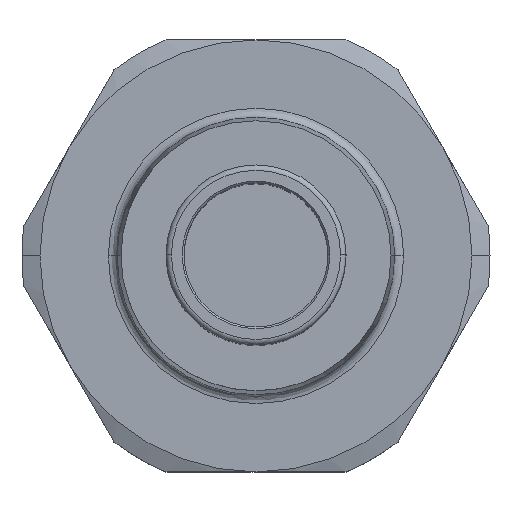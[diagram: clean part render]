
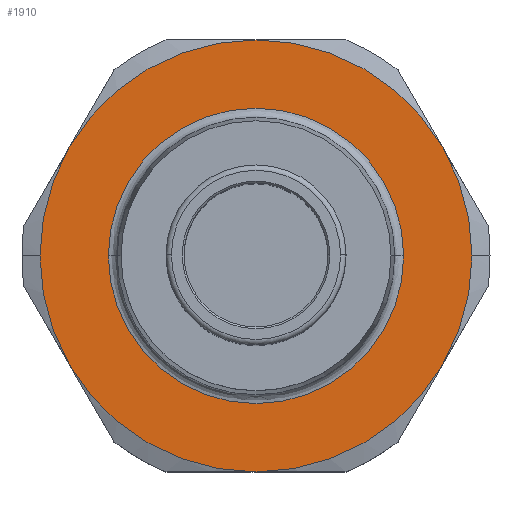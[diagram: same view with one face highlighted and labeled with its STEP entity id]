
A CAD part, top view. The second image highlights one B-rep face of the part: STEP entity #1910.
In plain terms, the highlighted planar face has unit normal (0, 0, 1).
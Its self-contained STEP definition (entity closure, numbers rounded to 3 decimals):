
#347=CARTESIAN_POINT('',(-12.,0.,-13.9));
#348=VERTEX_POINT('',#347);
#364=CARTESIAN_POINT('',(-10.392,-6.,-13.9));
#365=VERTEX_POINT('',#364);
#379=CARTESIAN_POINT('',(0.,0.,-13.9));
#380=DIRECTION('',(0.0,0.0,1.0));
#381=DIRECTION('',(1.0,0.0,0.0));
#382=AXIS2_PLACEMENT_3D('',#379,#380,#381);
#383=CIRCLE('',#382,12.);
#384=EDGE_CURVE('',#348,#365,#383,.T.);
#774=CARTESIAN_POINT('',(8.204,0.,-13.9));
#775=VERTEX_POINT('',#774);
#784=CARTESIAN_POINT('',(-8.204,0.,-13.9));
#785=VERTEX_POINT('',#784);
#793=CARTESIAN_POINT('',(0.,0.,-13.9));
#794=DIRECTION('',(0.0,0.0,1.0));
#795=DIRECTION('',(-1.0,0.0,0.0));
#796=AXIS2_PLACEMENT_3D('',#793,#794,#795);
#797=CIRCLE('',#796,8.204);
#798=EDGE_CURVE('',#785,#775,#797,.T.);
#857=CARTESIAN_POINT('',(12.,0.,-13.9));
#858=VERTEX_POINT('',#857);
#867=CARTESIAN_POINT('',(10.392,-6.,-13.9));
#868=VERTEX_POINT('',#867);
#869=CARTESIAN_POINT('',(0.,0.,-13.9));
#870=DIRECTION('',(0.0,0.0,1.0));
#871=DIRECTION('',(1.0,0.0,0.0));
#872=AXIS2_PLACEMENT_3D('',#869,#870,#871);
#873=CIRCLE('',#872,12.);
#874=EDGE_CURVE('',#868,#858,#873,.T.);
#1327=CARTESIAN_POINT('',(0.,-12.,-13.9));
#1328=VERTEX_POINT('',#1327);
#1342=CARTESIAN_POINT('',(0.,0.,-13.9));
#1343=DIRECTION('',(0.0,0.0,1.0));
#1344=DIRECTION('',(1.0,0.0,0.0));
#1345=AXIS2_PLACEMENT_3D('',#1342,#1343,#1344);
#1346=CIRCLE('',#1345,12.);
#1347=EDGE_CURVE('',#365,#1328,#1346,.T.);
#1384=CARTESIAN_POINT('',(0.,0.,-13.9));
#1385=DIRECTION('',(0.0,0.0,1.0));
#1386=DIRECTION('',(1.0,0.0,0.0));
#1387=AXIS2_PLACEMENT_3D('',#1384,#1385,#1386);
#1388=CIRCLE('',#1387,12.);
#1389=EDGE_CURVE('',#1328,#868,#1388,.T.);
#1462=CARTESIAN_POINT('',(10.392,6.,-13.9));
#1463=VERTEX_POINT('',#1462);
#1477=CARTESIAN_POINT('',(0.,0.,-13.9));
#1478=DIRECTION('',(0.0,0.0,1.0));
#1479=DIRECTION('',(1.0,0.0,0.0));
#1480=AXIS2_PLACEMENT_3D('',#1477,#1478,#1479);
#1481=CIRCLE('',#1480,12.);
#1482=EDGE_CURVE('',#858,#1463,#1481,.T.);
#1559=CARTESIAN_POINT('',(-10.392,6.,-13.9));
#1560=VERTEX_POINT('',#1559);
#1651=CARTESIAN_POINT('',(0.,12.,-13.9));
#1652=VERTEX_POINT('',#1651);
#1837=CARTESIAN_POINT('',(0.,0.,-13.9));
#1838=DIRECTION('',(0.0,0.0,1.0));
#1839=DIRECTION('',(-1.0,0.0,0.0));
#1840=AXIS2_PLACEMENT_3D('',#1837,#1838,#1839);
#1841=CIRCLE('',#1840,8.204);
#1842=EDGE_CURVE('',#775,#785,#1841,.T.);
#1873=CARTESIAN_POINT('',(0.,0.,-13.9));
#1874=DIRECTION('',(0.0,0.0,-1.0));
#1875=DIRECTION('',(-1.0,0.0,0.0));
#1876=AXIS2_PLACEMENT_3D('',#1873,#1874,#1875);
#1877=PLANE('',#1876);
#1878=ORIENTED_EDGE('',*,*,#1389,.T.);
#1879=ORIENTED_EDGE('',*,*,#874,.T.);
#1880=ORIENTED_EDGE('',*,*,#1482,.T.);
#1881=CARTESIAN_POINT('',(0.,0.,-13.9));
#1882=DIRECTION('',(0.0,0.0,1.0));
#1883=DIRECTION('',(1.0,0.0,0.0));
#1884=AXIS2_PLACEMENT_3D('',#1881,#1882,#1883);
#1885=CIRCLE('',#1884,12.);
#1886=EDGE_CURVE('',#1463,#1652,#1885,.T.);
#1887=ORIENTED_EDGE('',*,*,#1886,.T.);
#1888=CARTESIAN_POINT('',(0.,0.,-13.9));
#1889=DIRECTION('',(0.0,0.0,1.0));
#1890=DIRECTION('',(1.0,0.0,0.0));
#1891=AXIS2_PLACEMENT_3D('',#1888,#1889,#1890);
#1892=CIRCLE('',#1891,12.);
#1893=EDGE_CURVE('',#1652,#1560,#1892,.T.);
#1894=ORIENTED_EDGE('',*,*,#1893,.T.);
#1895=CARTESIAN_POINT('',(0.,0.,-13.9));
#1896=DIRECTION('',(0.0,0.0,1.0));
#1897=DIRECTION('',(1.0,0.0,0.0));
#1898=AXIS2_PLACEMENT_3D('',#1895,#1896,#1897);
#1899=CIRCLE('',#1898,12.);
#1900=EDGE_CURVE('',#1560,#348,#1899,.T.);
#1901=ORIENTED_EDGE('',*,*,#1900,.T.);
#1902=ORIENTED_EDGE('',*,*,#384,.T.);
#1903=ORIENTED_EDGE('',*,*,#1347,.T.);
#1904=EDGE_LOOP('',(#1878,#1879,#1880,#1887,#1894,#1901,#1902,#1903));
#1905=FACE_OUTER_BOUND('',#1904,.T.);
#1906=ORIENTED_EDGE('',*,*,#1842,.F.);
#1907=ORIENTED_EDGE('',*,*,#798,.F.);
#1908=EDGE_LOOP('',(#1906,#1907));
#1909=FACE_BOUND('',#1908,.T.);
#1910=ADVANCED_FACE('',(#1905,#1909),#1877,.F.);
